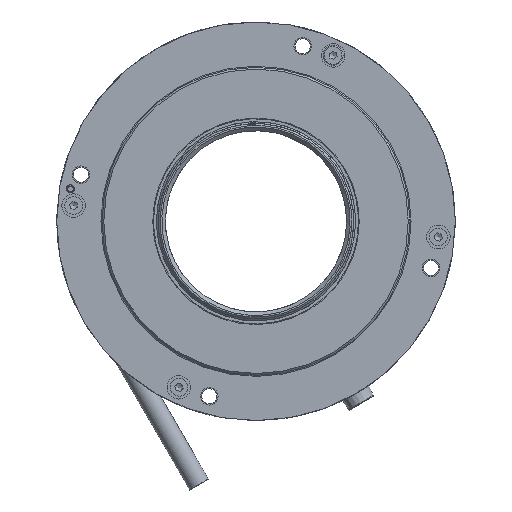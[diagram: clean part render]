
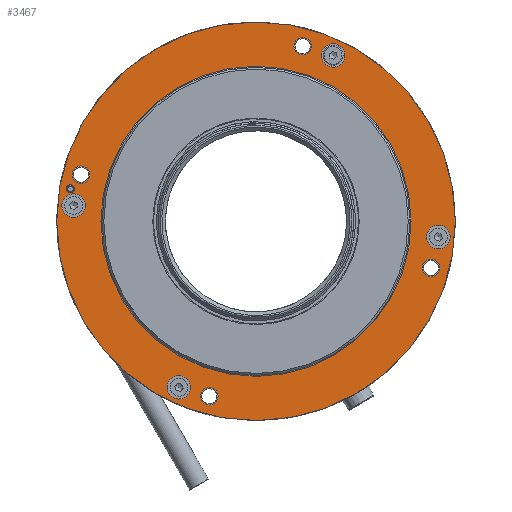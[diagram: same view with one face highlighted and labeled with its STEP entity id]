
A CAD part, front view. The second image highlights one B-rep face of the part: STEP entity #3467.
In plain terms, the highlighted planar face has unit normal (0, -1, 0).
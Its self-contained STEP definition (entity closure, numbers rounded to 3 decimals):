
#759=PLANE('',#3764);
#856=FACE_BOUND('',#1187,.T.);
#857=FACE_BOUND('',#1188,.T.);
#858=FACE_BOUND('',#1189,.T.);
#859=FACE_BOUND('',#1190,.T.);
#860=FACE_BOUND('',#1191,.T.);
#861=FACE_BOUND('',#1192,.T.);
#862=FACE_BOUND('',#1193,.T.);
#863=FACE_BOUND('',#1194,.T.);
#864=FACE_BOUND('',#1195,.T.);
#865=FACE_BOUND('',#1196,.T.);
#982=FACE_OUTER_BOUND('',#1186,.T.);
#1186=EDGE_LOOP('',(#2728));
#1187=EDGE_LOOP('',(#2729));
#1188=EDGE_LOOP('',(#2730));
#1189=EDGE_LOOP('',(#2731));
#1190=EDGE_LOOP('',(#2732));
#1191=EDGE_LOOP('',(#2733));
#1192=EDGE_LOOP('',(#2734));
#1193=EDGE_LOOP('',(#2735));
#1194=EDGE_LOOP('',(#2736));
#1195=EDGE_LOOP('',(#2737));
#1196=EDGE_LOOP('',(#2738));
#1451=CIRCLE('',#3747,3.25);
#1454=CIRCLE('',#3752,3.25);
#1456=CIRCLE('',#3756,2.4);
#1458=CIRCLE('',#3759,2.4);
#1460=CIRCLE('',#3762,55.);
#1462=CIRCLE('',#3765,1.084);
#1463=CIRCLE('',#3766,3.25);
#1464=CIRCLE('',#3767,3.25);
#1465=CIRCLE('',#3768,2.4);
#1466=CIRCLE('',#3769,2.4);
#1467=CIRCLE('',#3770,42.8);
#1698=VERTEX_POINT('',#5372);
#1701=VERTEX_POINT('',#5380);
#1703=VERTEX_POINT('',#5386);
#1705=VERTEX_POINT('',#5391);
#1707=VERTEX_POINT('',#5396);
#1709=VERTEX_POINT('',#5401);
#1710=VERTEX_POINT('',#5403);
#1711=VERTEX_POINT('',#5405);
#1712=VERTEX_POINT('',#5407);
#1713=VERTEX_POINT('',#5409);
#1714=VERTEX_POINT('',#5411);
#2112=EDGE_CURVE('',#1698,#1698,#1451,.T.);
#2115=EDGE_CURVE('',#1701,#1701,#1454,.T.);
#2117=EDGE_CURVE('',#1703,#1703,#1456,.T.);
#2119=EDGE_CURVE('',#1705,#1705,#1458,.T.);
#2121=EDGE_CURVE('',#1707,#1707,#1460,.T.);
#2123=EDGE_CURVE('',#1709,#1709,#1462,.T.);
#2124=EDGE_CURVE('',#1710,#1710,#1463,.T.);
#2125=EDGE_CURVE('',#1711,#1711,#1464,.T.);
#2126=EDGE_CURVE('',#1712,#1712,#1465,.T.);
#2127=EDGE_CURVE('',#1713,#1713,#1466,.T.);
#2128=EDGE_CURVE('',#1714,#1714,#1467,.T.);
#2728=ORIENTED_EDGE('',*,*,#2121,.T.);
#2729=ORIENTED_EDGE('',*,*,#2123,.F.);
#2730=ORIENTED_EDGE('',*,*,#2124,.T.);
#2731=ORIENTED_EDGE('',*,*,#2112,.T.);
#2732=ORIENTED_EDGE('',*,*,#2125,.T.);
#2733=ORIENTED_EDGE('',*,*,#2115,.T.);
#2734=ORIENTED_EDGE('',*,*,#2126,.T.);
#2735=ORIENTED_EDGE('',*,*,#2119,.T.);
#2736=ORIENTED_EDGE('',*,*,#2127,.T.);
#2737=ORIENTED_EDGE('',*,*,#2117,.T.);
#2738=ORIENTED_EDGE('',*,*,#2128,.F.);
#3467=ADVANCED_FACE('',(#982,#856,#857,#858,#859,#860,#861,#862,#863,#864,
#865),#759,.F.);
#3747=AXIS2_PLACEMENT_3D('',#5373,#4315,#4316);
#3752=AXIS2_PLACEMENT_3D('',#5381,#4325,#4326);
#3756=AXIS2_PLACEMENT_3D('',#5387,#4333,#4334);
#3759=AXIS2_PLACEMENT_3D('',#5392,#4339,#4340);
#3762=AXIS2_PLACEMENT_3D('',#5397,#4345,#4346);
#3764=AXIS2_PLACEMENT_3D('',#5400,#4349,#4350);
#3765=AXIS2_PLACEMENT_3D('',#5402,#4351,#4352);
#3766=AXIS2_PLACEMENT_3D('',#5404,#4353,#4354);
#3767=AXIS2_PLACEMENT_3D('',#5406,#4355,#4356);
#3768=AXIS2_PLACEMENT_3D('',#5408,#4357,#4358);
#3769=AXIS2_PLACEMENT_3D('',#5410,#4359,#4360);
#3770=AXIS2_PLACEMENT_3D('',#5412,#4361,#4362);
#4315=DIRECTION('center_axis',(0.,1.,0.));
#4316=DIRECTION('ref_axis',(0.865,0.,0.501));
#4325=DIRECTION('center_axis',(0.,1.,0.));
#4326=DIRECTION('ref_axis',(0.865,0.,0.501));
#4333=DIRECTION('center_axis',(0.,1.,0.));
#4334=DIRECTION('ref_axis',(-0.865,0.,-0.501));
#4339=DIRECTION('center_axis',(0.,1.,0.));
#4340=DIRECTION('ref_axis',(-0.865,0.,-0.501));
#4345=DIRECTION('center_axis',(0.,-1.,0.));
#4346=DIRECTION('ref_axis',(-0.865,0.,-0.501));
#4349=DIRECTION('center_axis',(0.,1.,0.));
#4350=DIRECTION('ref_axis',(-0.501,0.,0.865));
#4351=DIRECTION('center_axis',(0.,-1.,0.));
#4352=DIRECTION('ref_axis',(-0.865,0.,-0.501));
#4353=DIRECTION('center_axis',(0.,1.,0.));
#4354=DIRECTION('ref_axis',(0.865,0.,0.501));
#4355=DIRECTION('center_axis',(0.,1.,0.));
#4356=DIRECTION('ref_axis',(0.865,0.,0.501));
#4357=DIRECTION('center_axis',(0.,1.,0.));
#4358=DIRECTION('ref_axis',(-0.865,0.,-0.501));
#4359=DIRECTION('center_axis',(0.,1.,0.));
#4360=DIRECTION('ref_axis',(-0.865,0.,-0.501));
#4361=DIRECTION('center_axis',(0.,-1.,0.));
#4362=DIRECTION('ref_axis',(0.865,0.,0.501));
#5372=CARTESIAN_POINT('',(-119.008,-59.142,92.31));
#5373=CARTESIAN_POINT('Origin',(-121.82,-59.142,90.681));
#5380=CARTESIAN_POINT('',(-18.38,-59.142,83.651));
#5381=CARTESIAN_POINT('Origin',(-21.192,-59.142,82.022));
#5386=CARTESIAN_POINT('',(-82.302,-59.142,39.24));
#5387=CARTESIAN_POINT('Origin',(-84.378,-59.142,38.037));
#5391=CARTESIAN_POINT('',(-117.744,-59.142,100.427));
#5392=CARTESIAN_POINT('Origin',(-119.821,-59.142,99.224));
#5396=CARTESIAN_POINT('',(-23.914,-59.142,113.92));
#5397=CARTESIAN_POINT('Origin',(-71.506,-59.142,86.352));
#5400=CARTESIAN_POINT('Origin',(-71.506,-59.142,86.352));
#5401=CARTESIAN_POINT('',(-121.792,-59.142,95.852));
#5402=CARTESIAN_POINT('Origin',(-122.729,-59.142,95.308));
#5403=CARTESIAN_POINT('',(-89.971,-59.142,42.182));
#5404=CARTESIAN_POINT('Origin',(-92.783,-59.142,40.553));
#5405=CARTESIAN_POINT('',(-47.417,-59.142,133.78));
#5406=CARTESIAN_POINT('Origin',(-50.229,-59.142,132.151));
#5407=CARTESIAN_POINT('',(-21.115,-59.142,74.683));
#5408=CARTESIAN_POINT('Origin',(-23.192,-59.142,73.48));
#5409=CARTESIAN_POINT('',(-56.557,-59.142,135.869));
#5410=CARTESIAN_POINT('Origin',(-58.634,-59.142,134.666));
#5411=CARTESIAN_POINT('',(-108.542,-59.142,64.899));
#5412=CARTESIAN_POINT('Origin',(-71.506,-59.142,86.352));
